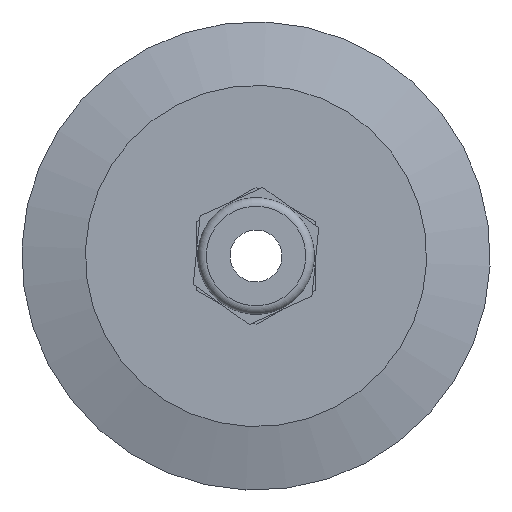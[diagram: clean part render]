
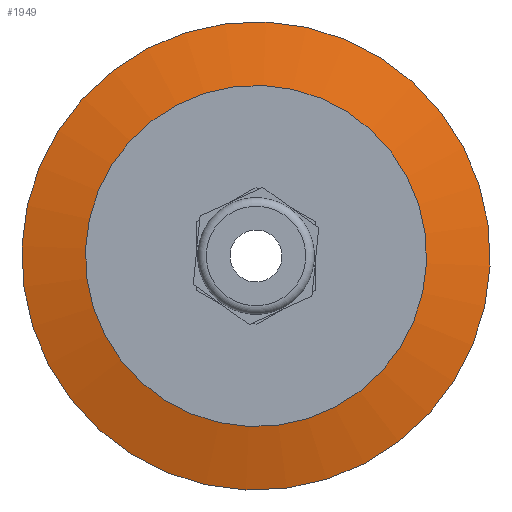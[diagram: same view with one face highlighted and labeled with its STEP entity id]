
A CAD part, left-side view. The second image highlights one B-rep face of the part: STEP entity #1949.
In plain terms, the highlighted conical face has half-angle 75 degrees and reference radius 27.5 mm.
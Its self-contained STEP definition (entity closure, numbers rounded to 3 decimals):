
#1210 = CARTESIAN_POINT ( 'NONE',  ( -8.2, -25.416, -10.501 ) ) ;
#1722 = AXIS2_PLACEMENT_3D ( 'NONE', #6601, #7125, #2073 ) ;
#1758 = DIRECTION ( 'NONE',  ( 0., -0.924, -0.382 ) ) ;
#1949 = ADVANCED_FACE ( 'NONE', ( #4339, #7252 ), #6924, .T. ) ;
#2073 = DIRECTION ( 'NONE',  ( 0., -0.924, -0.382 ) ) ;
#2764 = CARTESIAN_POINT ( 'NONE',  ( -8.2, 0., 0. ) ) ;
#3085 = CARTESIAN_POINT ( 'NONE',  ( -10.2, -18.518, -7.651 ) ) ;
#3307 = DIRECTION ( 'NONE',  ( 0., -0.924, -0.382 ) ) ;
#3516 = EDGE_CURVE ( 'NONE', #3943, #3943, #5624, .T. ) ;
#3655 = AXIS2_PLACEMENT_3D ( 'NONE', #2764, #6718, #3307 ) ;
#3943 = VERTEX_POINT ( 'NONE', #1210 ) ;
#4339 = FACE_BOUND ( 'NONE', #6368, .T. ) ;
#5145 = ORIENTED_EDGE ( 'NONE', *, *, #3516, .F. ) ;
#5615 = ORIENTED_EDGE ( 'NONE', *, *, #7348, .T. ) ;
#5624 = CIRCLE ( 'NONE', #3655, 27.5 ) ;
#5739 = EDGE_LOOP ( 'NONE', ( #5145 ) ) ;
#6292 = DIRECTION ( 'NONE',  ( 1., 0., 0. ) ) ;
#6368 = EDGE_LOOP ( 'NONE', ( #5615 ) ) ;
#6601 = CARTESIAN_POINT ( 'NONE',  ( -8.2, 0., 0. ) ) ;
#6707 = CIRCLE ( 'NONE', #6951, 20.036 ) ;
#6718 = DIRECTION ( 'NONE',  ( 1., 0., 0. ) ) ;
#6888 = CARTESIAN_POINT ( 'NONE',  ( -10.2, 0., 0. ) ) ;
#6924 = CONICAL_SURFACE ( 'NONE', #1722, 27.5, 1.309 ) ;
#6951 = AXIS2_PLACEMENT_3D ( 'NONE', #6888, #6292, #1758 ) ;
#7053 = VERTEX_POINT ( 'NONE', #3085 ) ;
#7125 = DIRECTION ( 'NONE',  ( 1., 0., 0. ) ) ;
#7252 = FACE_OUTER_BOUND ( 'NONE', #5739, .T. ) ;
#7348 = EDGE_CURVE ( 'NONE', #7053, #7053, #6707, .T. ) ;
